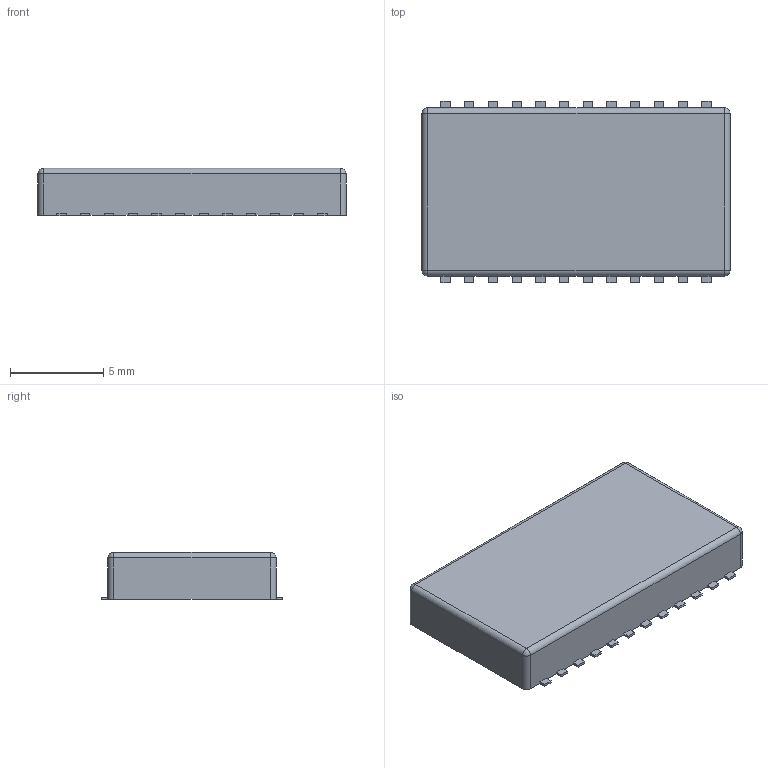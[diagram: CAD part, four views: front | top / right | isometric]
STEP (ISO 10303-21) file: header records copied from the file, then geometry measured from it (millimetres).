
FILE_DESCRIPTION (( 'STEP AP214' ), '1' );
FILE_NAME ('双方按变压器芯片V2.STEP', '2020-02-05T07:35:48', ( 'xtzj' ), ( '' ), 'SwSTEP 2.0', 'SolidWorks 2020', '' );
FILE_SCHEMA (( 'AUTOMOTIVE_DESIGN' ));
Length unit declared in the file: millimetre
Products named in the file (1): 邧源偌曹揤ん郋えV2
Bounding box: 16.5 x 9.7 x 2.53 mm (x, y, z)
Volume: 370.8 mm3; surface area: 428.5 mm2
Topology: 1 solids, 1 shells, 162 faces, 472 edges, 308 vertices
Faces by surface type: plane 150, cylinder 8, sphere 4
Entity records: 5444 total; most frequent: CARTESIAN_POINT 939, ORIENTED_EDGE 936, DIRECTION 810, EDGE_CURVE 468, LINE 452, VECTOR 452, VERTEX_POINT 308, AXIS2_PLACEMENT_3D 179
